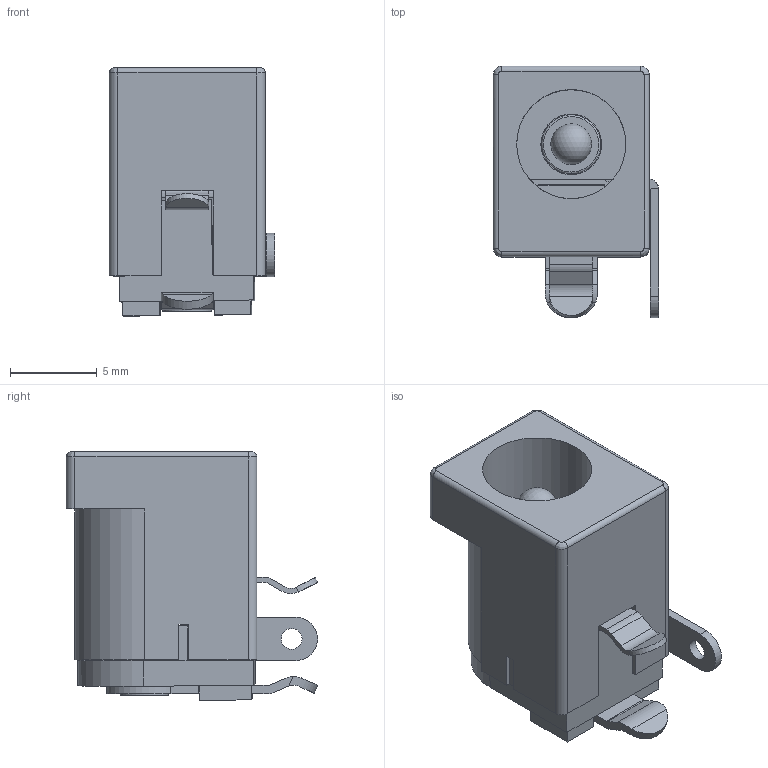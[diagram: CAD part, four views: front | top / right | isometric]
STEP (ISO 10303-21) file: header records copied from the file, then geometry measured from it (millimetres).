
FILE_DESCRIPTION( ( 'STEP AP203' ), '1' );
FILE_NAME( 'DCJ235-05-A-K1-K.stp', '2020-02-21T18:41:31', ( '' ), ( '' ), ' ', 'PARTsolutions', ' ' );
FILE_SCHEMA( ( 'CONFIG_CONTROL_DESIGN' ) );
Length unit declared in the file: millimetre
Products named in the file (7): DCJ235-05-A-K1-K; ?2??1; ?D3y-¨¤-¨¦¨¬3; ?D3y-Dy¡Áa2; ?D3y-¨¤-¨¦¨¬1; ¨ª1¨¬¡§-¨¤-¨¦¨¬1
Assembly tree (6 placements, depth 2):
  DCJ235-05-A-K1-K
    ?2??1
    ?D3y-¨¤-¨¦¨¬3
    ?D3y-¨¤-¨¦¨¬3
    ?D3y-Dy¡Áa2
    ?D3y-¨¤-¨¦¨¬1
    ¨ª1¨¬¡§-¨¤-¨¦¨¬1
Bounding box: 9.55 x 14.51 x 14.33 mm (x, y, z)
Volume: 753.5 mm3; surface area: 1701.7 mm2
Topology: 6 solids, 6 shells, 203 faces, 520 edges, 333 vertices
Faces by surface type: plane 125, cylinder 57, bspline 16, torus 3, cone 1, sphere 1
Full cylindrical faces by diameter (mm): 1.2 x1, 1.5 x2, 1.684 x1, 2 x1, 2.1 x2, 2.35 x1, 2.8 x1, 3.4 x1, 3.5 x1, 6.3 x1
Entity records: 6711 total; most frequent: CARTESIAN_POINT 1745, ORIENTED_EDGE 988, DIRECTION 935, EDGE_CURVE 494, LINE 345, VECTOR 345, VERTEX_POINT 326, AXIS2_PLACEMENT_3D 295
